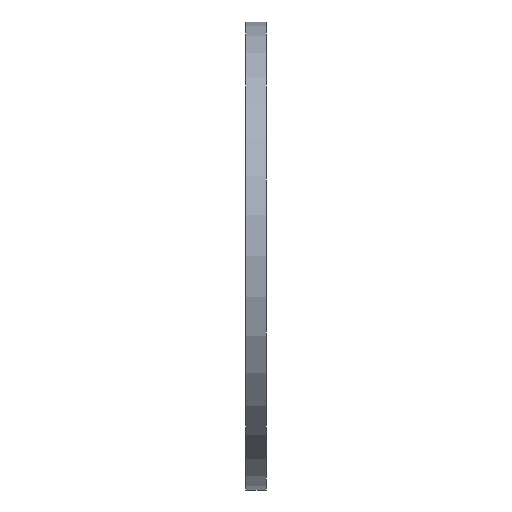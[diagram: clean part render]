
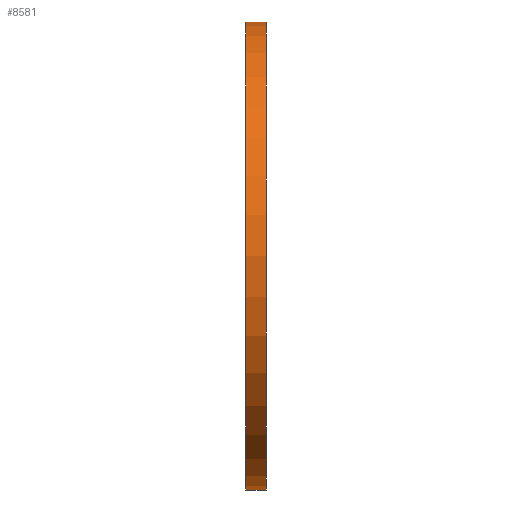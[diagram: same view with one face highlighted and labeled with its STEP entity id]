
A CAD part, left-side view. The second image highlights one B-rep face of the part: STEP entity #8581.
In plain terms, the highlighted cylindrical face has radius 70 mm (diameter 140 mm), a partial arc.
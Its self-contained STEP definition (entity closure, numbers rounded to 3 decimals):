
#149 = CARTESIAN_POINT ( 'NONE',  ( 0., 3., -70. ) ) ;
#231 = CARTESIAN_POINT ( 'NONE',  ( 0., 3., 0. ) ) ;
#232 = EDGE_CURVE ( 'NONE', #10561, #3186, #2801, .T. ) ;
#1302 = DIRECTION ( 'NONE',  ( 0., 0., 1. ) ) ;
#1943 = AXIS2_PLACEMENT_3D ( 'NONE', #2416, #9525, #12672 ) ;
#2416 = CARTESIAN_POINT ( 'NONE',  ( 0., 3., 0. ) ) ;
#2475 = DIRECTION ( 'NONE',  ( 0., 0., -1. ) ) ;
#2801 = CIRCLE ( 'NONE', #1943, 70. ) ;
#2852 = DIRECTION ( 'NONE',  ( 0., -1., 0. ) ) ;
#3114 = DIRECTION ( 'NONE',  ( 0., 1., 0. ) ) ;
#3186 = VERTEX_POINT ( 'NONE', #11774 ) ;
#3212 = CARTESIAN_POINT ( 'NONE',  ( 0., 3., 70. ) ) ;
#3666 = EDGE_CURVE ( 'NONE', #9602, #11983, #4035, .T. ) ;
#4016 = LINE ( 'NONE', #3212, #12212 ) ;
#4035 = CIRCLE ( 'NONE', #11973, 70. ) ;
#4125 = ORIENTED_EDGE ( 'NONE', *, *, #3666, .T. ) ;
#4783 = FACE_OUTER_BOUND ( 'NONE', #12136, .T. ) ;
#4982 = CARTESIAN_POINT ( 'NONE',  ( 0., 3., -70. ) ) ;
#5050 = LINE ( 'NONE', #4982, #12787 ) ;
#5254 = CARTESIAN_POINT ( 'NONE',  ( 0., -3., 70. ) ) ;
#5406 = CARTESIAN_POINT ( 'NONE',  ( 0., -3., 0. ) ) ;
#5822 = EDGE_CURVE ( 'NONE', #3186, #11983, #4016, .T. ) ;
#6728 = CYLINDRICAL_SURFACE ( 'NONE', #8812, 70. ) ;
#7010 = CARTESIAN_POINT ( 'NONE',  ( 0., -3., -70. ) ) ;
#8380 = DIRECTION ( 'NONE',  ( 0., -1., 0. ) ) ;
#8581 = ADVANCED_FACE ( 'NONE', ( #4783 ), #6728, .T. ) ;
#8812 = AXIS2_PLACEMENT_3D ( 'NONE', #231, #9704, #2475 ) ;
#9525 = DIRECTION ( 'NONE',  ( 0., 1., 0. ) ) ;
#9602 = VERTEX_POINT ( 'NONE', #7010 ) ;
#9704 = DIRECTION ( 'NONE',  ( 0., -1., 0. ) ) ;
#10472 = EDGE_CURVE ( 'NONE', #10561, #9602, #5050, .T. ) ;
#10561 = VERTEX_POINT ( 'NONE', #149 ) ;
#11012 = ORIENTED_EDGE ( 'NONE', *, *, #232, .F. ) ;
#11425 = ORIENTED_EDGE ( 'NONE', *, *, #10472, .T. ) ;
#11774 = CARTESIAN_POINT ( 'NONE',  ( 0., 3., 70. ) ) ;
#11973 = AXIS2_PLACEMENT_3D ( 'NONE', #5406, #3114, #1302 ) ;
#11983 = VERTEX_POINT ( 'NONE', #5254 ) ;
#12136 = EDGE_LOOP ( 'NONE', ( #12544, #11012, #11425, #4125 ) ) ;
#12212 = VECTOR ( 'NONE', #8380, 1000. ) ;
#12544 = ORIENTED_EDGE ( 'NONE', *, *, #5822, .F. ) ;
#12672 = DIRECTION ( 'NONE',  ( 0., 0., 1. ) ) ;
#12787 = VECTOR ( 'NONE', #2852, 1000. ) ;
